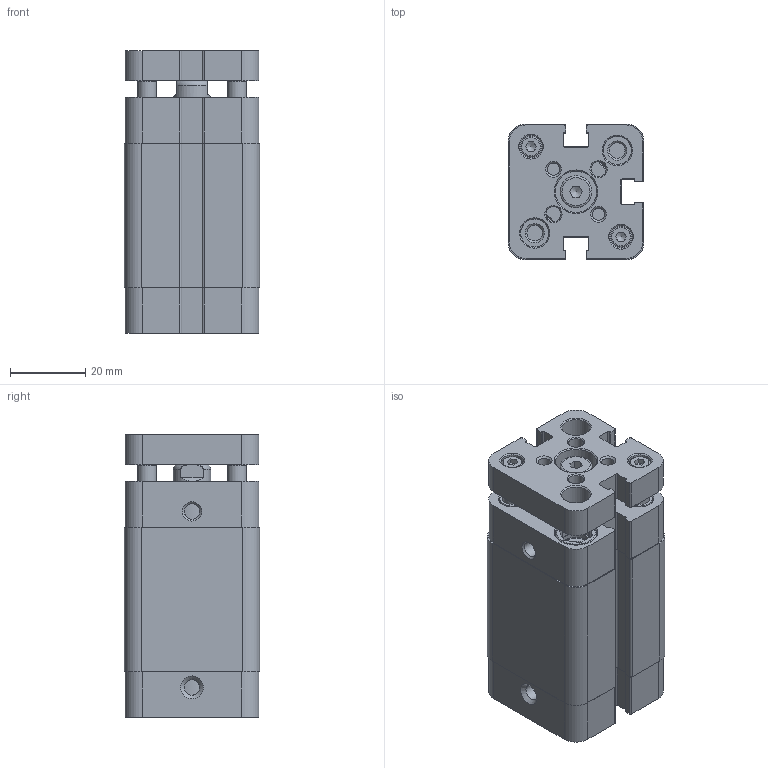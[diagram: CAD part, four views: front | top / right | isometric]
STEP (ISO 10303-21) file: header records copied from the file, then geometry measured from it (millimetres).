
FILE_DESCRIPTION(/* description */ (''),/* implementation_level */ '2;1');
FILE_NAME(/* name */ 'nxda_20-25stp.stp',/* time_stamp */ '2019-07-29T11:28:03+02:00',/* author */ ('leitheußer'),/* organization */ (''),/* preprocessor_version */ 'ST-DEVELOPER v15.6',/* originating_system */ 'Autodesk Inventor LT ',/* authorisation */ '');
FILE_SCHEMA (('AUTOMOTIVE_DESIGN { 1 0 10303 214 3 1 1 }'));
Length unit declared in the file: millimetre
Products named in the file (1): 20-25CDN
Bounding box: 36.1 x 36.1 x 75.4 mm (x, y, z)
Volume: 70368 mm3; surface area: 31431.8 mm2
Topology: 7 solids, 12 shells, 500 faces, 1290 edges, 835 vertices
Faces by surface type: plane 223, cylinder 181, cone 80, torus 16
Full cylindrical faces by diameter (mm): 2.459 x2, 3.242 x2, 3.5 x2, 4 x2, 4.134 x8, 5 x2, 5.25 x1, 5.5 x2, 6 x3, 7 x2, 7.5 x6, 8 x5, 8.5 x1, 8.6 x2, 10 x1, 10.48 x1, 10.9 x2, 11 x1, 11.1 x2, 11.4 x1, 12 x1, 14 x1, 20 x1
Entity records: 14609 total; most frequent: CARTESIAN_POINT 2617, DIRECTION 2536, ORIENTED_EDGE 2236, EDGE_CURVE 1118, AXIS2_PLACEMENT_3D 951, VERTEX_POINT 804, EDGE_LOOP 698, LINE 634
